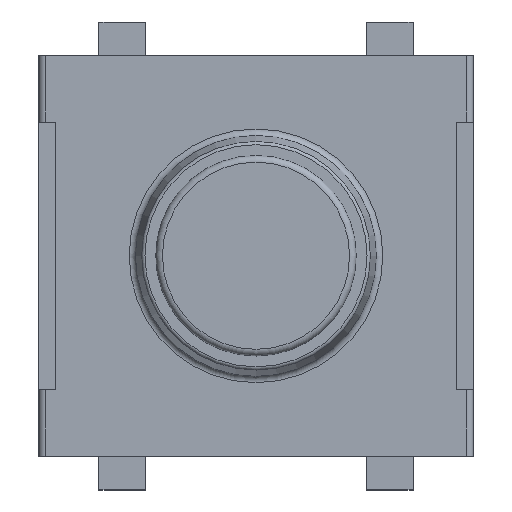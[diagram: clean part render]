
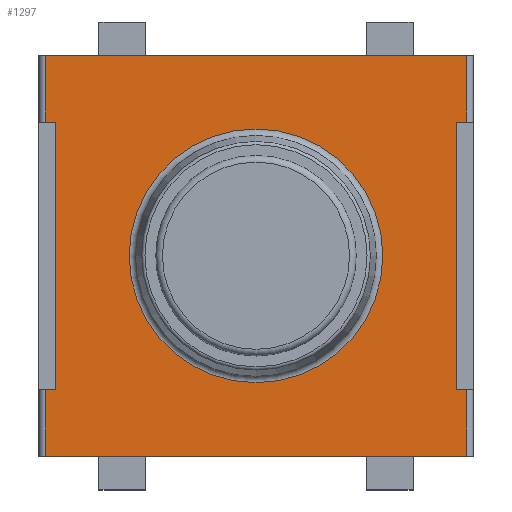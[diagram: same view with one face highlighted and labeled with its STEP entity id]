
A CAD part, top view. The second image highlights one B-rep face of the part: STEP entity #1297.
In plain terms, the highlighted planar face has unit normal (0, 0, 1).
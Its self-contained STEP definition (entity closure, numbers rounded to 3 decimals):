
#1297 = ADVANCED_FACE('',(#1298,#1396),#1407,.F.);
#1298 = FACE_BOUND('',#1299,.F.);
#1299 = EDGE_LOOP('',(#1300,#1310,#1318,#1326,#1334,#1342,#1350,#1358,
    #1366,#1374,#1382,#1390));
#1300 = ORIENTED_EDGE('',*,*,#1301,.F.);
#1301 = EDGE_CURVE('',#1302,#1304,#1306,.T.);
#1302 = VERTEX_POINT('',#1303);
#1303 = CARTESIAN_POINT('',(3.15,3.,2.25));
#1304 = VERTEX_POINT('',#1305);
#1305 = CARTESIAN_POINT('',(-3.15,3.,2.25));
#1306 = LINE('',#1307,#1308);
#1307 = CARTESIAN_POINT('',(3.25,3.,2.25));
#1308 = VECTOR('',#1309,1.);
#1309 = DIRECTION('',(-1.,0.,0.));
#1310 = ORIENTED_EDGE('',*,*,#1311,.T.);
#1311 = EDGE_CURVE('',#1302,#1312,#1314,.T.);
#1312 = VERTEX_POINT('',#1313);
#1313 = CARTESIAN_POINT('',(3.15,2.,2.25));
#1314 = LINE('',#1315,#1316);
#1315 = CARTESIAN_POINT('',(3.15,3.,2.25));
#1316 = VECTOR('',#1317,1.);
#1317 = DIRECTION('',(0.,-1.,0.));
#1318 = ORIENTED_EDGE('',*,*,#1319,.T.);
#1319 = EDGE_CURVE('',#1312,#1320,#1322,.T.);
#1320 = VERTEX_POINT('',#1321);
#1321 = CARTESIAN_POINT('',(3.,2.,2.25));
#1322 = LINE('',#1323,#1324);
#1323 = CARTESIAN_POINT('',(3.25,2.,2.25));
#1324 = VECTOR('',#1325,1.);
#1325 = DIRECTION('',(-1.,0.,0.));
#1326 = ORIENTED_EDGE('',*,*,#1327,.F.);
#1327 = EDGE_CURVE('',#1328,#1320,#1330,.T.);
#1328 = VERTEX_POINT('',#1329);
#1329 = CARTESIAN_POINT('',(3.,-2.,2.25));
#1330 = LINE('',#1331,#1332);
#1331 = CARTESIAN_POINT('',(3.,2.5,2.25));
#1332 = VECTOR('',#1333,1.);
#1333 = DIRECTION('',(0.,1.,0.));
#1334 = ORIENTED_EDGE('',*,*,#1335,.F.);
#1335 = EDGE_CURVE('',#1336,#1328,#1338,.T.);
#1336 = VERTEX_POINT('',#1337);
#1337 = CARTESIAN_POINT('',(3.15,-2.,2.25));
#1338 = LINE('',#1339,#1340);
#1339 = CARTESIAN_POINT('',(3.25,-2.,2.25));
#1340 = VECTOR('',#1341,1.);
#1341 = DIRECTION('',(-1.,0.,0.));
#1342 = ORIENTED_EDGE('',*,*,#1343,.T.);
#1343 = EDGE_CURVE('',#1336,#1344,#1346,.T.);
#1344 = VERTEX_POINT('',#1345);
#1345 = CARTESIAN_POINT('',(3.15,-3.,2.25));
#1346 = LINE('',#1347,#1348);
#1347 = CARTESIAN_POINT('',(3.15,-2.,2.25));
#1348 = VECTOR('',#1349,1.);
#1349 = DIRECTION('',(0.,-1.,0.));
#1350 = ORIENTED_EDGE('',*,*,#1351,.T.);
#1351 = EDGE_CURVE('',#1344,#1352,#1354,.T.);
#1352 = VERTEX_POINT('',#1353);
#1353 = CARTESIAN_POINT('',(-3.15,-3.,2.25));
#1354 = LINE('',#1355,#1356);
#1355 = CARTESIAN_POINT('',(3.25,-3.,2.25));
#1356 = VECTOR('',#1357,1.);
#1357 = DIRECTION('',(-1.,0.,0.));
#1358 = ORIENTED_EDGE('',*,*,#1359,.F.);
#1359 = EDGE_CURVE('',#1360,#1352,#1362,.T.);
#1360 = VERTEX_POINT('',#1361);
#1361 = CARTESIAN_POINT('',(-3.15,-2.,2.25));
#1362 = LINE('',#1363,#1364);
#1363 = CARTESIAN_POINT('',(-3.15,-2.,2.25));
#1364 = VECTOR('',#1365,1.);
#1365 = DIRECTION('',(0.,-1.,0.));
#1366 = ORIENTED_EDGE('',*,*,#1367,.T.);
#1367 = EDGE_CURVE('',#1360,#1368,#1370,.T.);
#1368 = VERTEX_POINT('',#1369);
#1369 = CARTESIAN_POINT('',(-3.,-2.,2.25));
#1370 = LINE('',#1371,#1372);
#1371 = CARTESIAN_POINT('',(-3.25,-2.,2.25));
#1372 = VECTOR('',#1373,1.);
#1373 = DIRECTION('',(1.,0.,0.));
#1374 = ORIENTED_EDGE('',*,*,#1375,.T.);
#1375 = EDGE_CURVE('',#1368,#1376,#1378,.T.);
#1376 = VERTEX_POINT('',#1377);
#1377 = CARTESIAN_POINT('',(-3.,2.,2.25));
#1378 = LINE('',#1379,#1380);
#1379 = CARTESIAN_POINT('',(-3.,2.5,2.25));
#1380 = VECTOR('',#1381,1.);
#1381 = DIRECTION('',(0.,1.,0.));
#1382 = ORIENTED_EDGE('',*,*,#1383,.F.);
#1383 = EDGE_CURVE('',#1384,#1376,#1386,.T.);
#1384 = VERTEX_POINT('',#1385);
#1385 = CARTESIAN_POINT('',(-3.15,2.,2.25));
#1386 = LINE('',#1387,#1388);
#1387 = CARTESIAN_POINT('',(-3.25,2.,2.25));
#1388 = VECTOR('',#1389,1.);
#1389 = DIRECTION('',(1.,0.,0.));
#1390 = ORIENTED_EDGE('',*,*,#1391,.F.);
#1391 = EDGE_CURVE('',#1304,#1384,#1392,.T.);
#1392 = LINE('',#1393,#1394);
#1393 = CARTESIAN_POINT('',(-3.15,3.,2.25));
#1394 = VECTOR('',#1395,1.);
#1395 = DIRECTION('',(0.,-1.,0.));
#1396 = FACE_BOUND('',#1397,.F.);
#1397 = EDGE_LOOP('',(#1398));
#1398 = ORIENTED_EDGE('',*,*,#1399,.T.);
#1399 = EDGE_CURVE('',#1400,#1400,#1402,.T.);
#1400 = VERTEX_POINT('',#1401);
#1401 = CARTESIAN_POINT('',(-1.897,0.,
    2.25));
#1402 = CIRCLE('',#1403,1.897);
#1403 = AXIS2_PLACEMENT_3D('',#1404,#1405,#1406);
#1404 = CARTESIAN_POINT('',(0.,0.,2.25));
#1405 = DIRECTION('',(0.,0.,1.));
#1406 = DIRECTION('',(-1.,0.,0.));
#1407 = PLANE('',#1408);
#1408 = AXIS2_PLACEMENT_3D('',#1409,#1410,#1411);
#1409 = CARTESIAN_POINT('',(3.25,3.,2.25));
#1410 = DIRECTION('',(0.,0.,-1.));
#1411 = DIRECTION('',(-1.,0.,0.));
